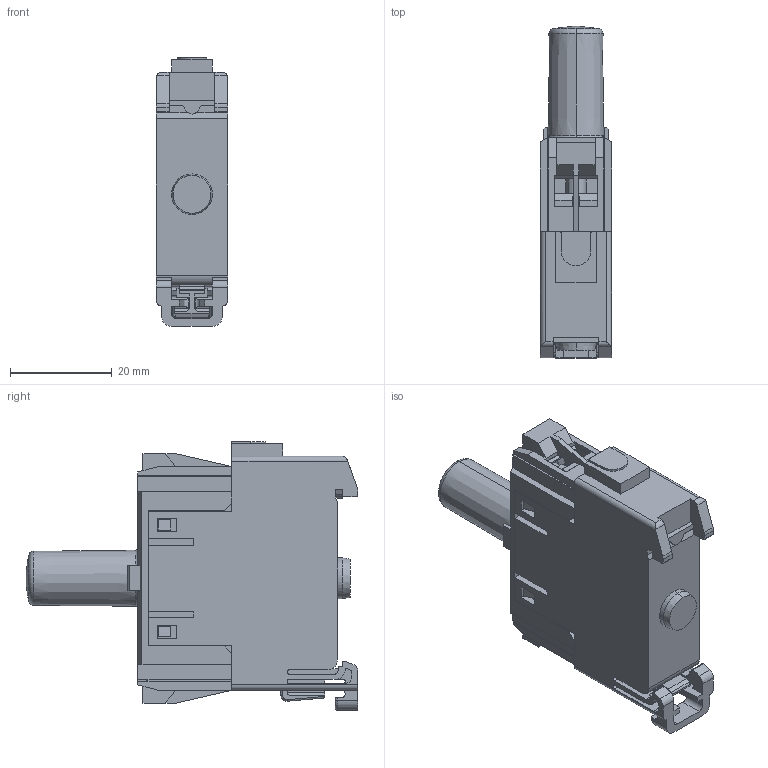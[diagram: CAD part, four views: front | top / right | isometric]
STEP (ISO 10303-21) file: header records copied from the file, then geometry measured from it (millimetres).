
FILE_DESCRIPTION (( 'STEP AP203' ), '1' );
FILE_NAME ('8010_2-01-ws.STEP', '2014-04-29T09:58:30', ( '' ), ( '' ), 'SwSTEP 2.0', 'SolidWorks 2013', '' );
FILE_SCHEMA (( 'CONFIG_CONTROL_DESIGN' ));
Length unit declared in the file: millimetre
Products named in the file (10): 8010_2-01-ws; 80_109_01_57_0; 80_100_33_61_0-222934; 80_109_02_04_0; 80_109_01_14_0; 509_601_0; 509_601_1; 509_601_2_eingebaut; 509_601_0_geschlossen; 80_109_05_04_0
Assembly tree (12 placements, depth 3):
  8010_2-01-ws
    80_100_33_61_0-222934
      80_109_05_04_0
      80_109_01_57_0  x2
    80_109_02_04_0
    80_109_01_14_0  x2
    509_601_0_geschlossen  x2
      509_601_0
      509_601_1
      509_601_2_eingebaut
Bounding box: 14 x 65.3 x 52.9 mm (x, y, z)
Volume: 14395 mm3; surface area: 21967.5 mm2
Topology: 12 solids, 12 shells, 961 faces, 2649 edges, 1701 vertices
Faces by surface type: plane 614, cylinder 204, cone 65, torus 53, bspline 17, sphere 8
Entity records: 27811 total; most frequent: CARTESIAN_POINT 6063, ORIENTED_EDGE 4468, DIRECTION 4138, EDGE_CURVE 2234, LINE 1552, VECTOR 1552, VERTEX_POINT 1439, AXIS2_PLACEMENT_3D 1293
